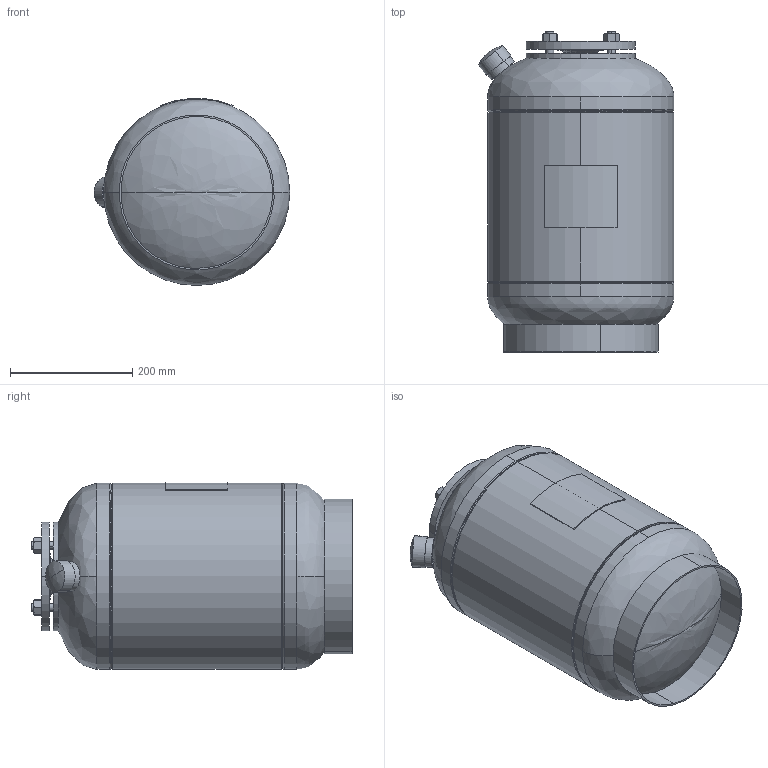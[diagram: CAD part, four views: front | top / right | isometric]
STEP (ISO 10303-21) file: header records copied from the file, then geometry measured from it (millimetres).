
FILE_DESCRIPTION (( 'STEP AP203' ), '1' );
FILE_NAME ('NLAP-40.STEP', '2023-08-15T16:51:59', ( '' ), ( '' ), 'SwSTEP 2.0', 'SolidWorks 2023', '' );
FILE_SCHEMA (( 'CONFIG_CONTROL_DESIGN' ));
Length unit declared in the file: inch
Products named in the file (15): 9800512; 9800477; 9801512; 9200040; 9400015; 9800610_HHNUT 0.5000-13-D-N; 9800460_03-34; 9600830_12" VERT; 9400003; NLAP-40; 9800522; 9500000; 9011010_1.78125; 9021208
Assembly tree (20 placements, depth 2):
  NLAP-40
    9021208
    9200040
    9200040
    9500000
    9800460_03-34
    9800512
    9801512
    9400015
    9400003
    9800522  x4
    9800610_HHNUT 0.5000-13-D-N  x4
    9800477
    9011010_1.78125
    9600830_12" VERT
Bounding box: 320.22 x 524.1 x 306.15 mm (x, y, z)
Volume: 2089030.6 mm3; surface area: 1284475.6 mm2
Topology: 21 solids, 21 shells, 452 faces, 1089 edges, 663 vertices
Faces by surface type: cylinder 205, cone 120, plane 77, torus 30, bspline 12, sphere 8
Entity records: 22557 total; most frequent: CARTESIAN_POINT 12511, ORIENTED_EDGE 1758, DIRECTION 1654, EDGE_CURVE 879, AXIS2_PLACEMENT_3D 701, VERTEX_POINT 549, EDGE_LOOP 454, ADVANCED_FACE 356
